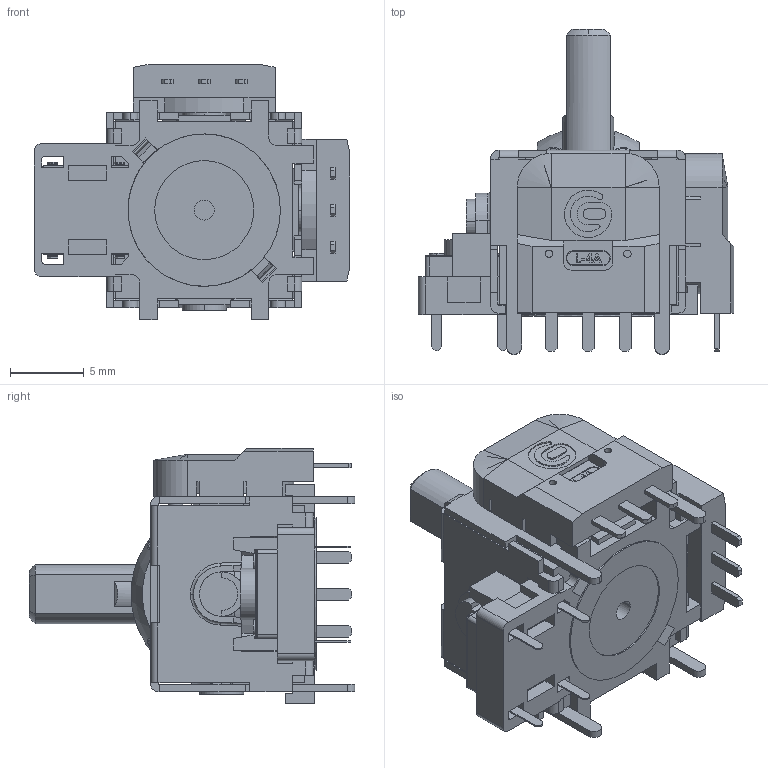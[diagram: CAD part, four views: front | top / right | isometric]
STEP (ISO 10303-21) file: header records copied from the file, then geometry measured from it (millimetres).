
FILE_DESCRIPTION (( 'STEP AP214' ), '1' );
FILE_NAME ('Joystick_Hall_PS5.STEP', '2024-04-03T20:04:13', ( '' ), ( '' ), 'SwSTEP 2.0', 'SolidWorks 2022', '' );
FILE_SCHEMA (( 'AUTOMOTIVE_DESIGN' ));
Length unit declared in the file: millimetre
Products named in the file (13): Base; Pulsador 6x6 5mm; Resorte; Joystick_Hall_PS5; Palo; Muelle; Stich; Y; Eje; X; Sensor; Iman; Base_Iman
Assembly tree (15 placements, depth 2):
  Joystick_Hall_PS5
    Base
    Resorte
    Pulsador 6x6 5mm
    Muelle
    X
    Stich
    Base_Iman  x2
    Iman  x2
    Y
    Palo
    Eje
    Sensor  x2
Bounding box: 21.35 x 22 x 17.25 mm (x, y, z)
Volume: 1827.9 mm3; surface area: 5107.5 mm2
Topology: 17 solids, 17 shells, 1289 faces, 3492 edges, 2254 vertices
Faces by surface type: plane 877, cylinder 312, sphere 30, cone 27, torus 24, bspline 19
Entity records: 37590 total; most frequent: CARTESIAN_POINT 8586, ORIENTED_EDGE 5800, DIRECTION 5458, EDGE_CURVE 2900, VECTOR 2160, LINE 2160, VERTEX_POINT 1888, AXIS2_PLACEMENT_3D 1649
